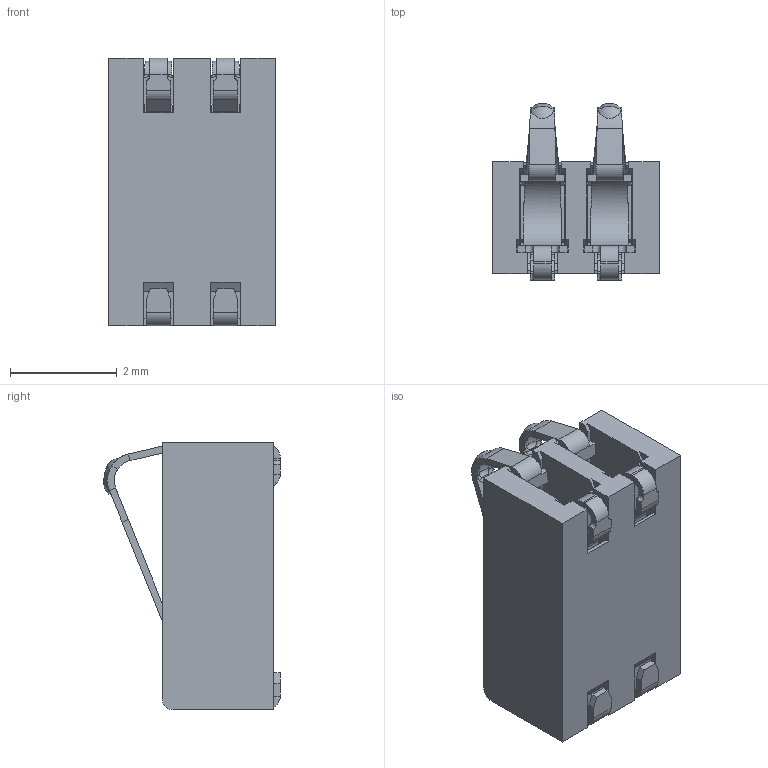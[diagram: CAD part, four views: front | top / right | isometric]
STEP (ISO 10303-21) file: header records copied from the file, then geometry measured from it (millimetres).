
FILE_DESCRIPTION((''),'2;1');
FILE_NAME('70ABJ-2-M0','2021-11-30T09:46:36',('RICKB'),('Bourns, Inc.'),'CREO PARAMETRIC BY PTC INC, 2018050','CREO PARAMETRIC BY PTC INC, 2018050','');
FILE_SCHEMA(('AUTOMOTIVE_DESIGN { 1 0 10303 214 1 1 1 1 }'));
Length unit declared in the file: inch
Products named in the file (1): 70ABJ-2-M0
Bounding box: 3.12 x 3.31 x 5 mm (x, y, z)
Volume: 21.5 mm3; surface area: 145.5 mm2
Topology: 1 solids, 1 shells, 448 faces, 1212 edges, 732 vertices
Faces by surface type: plane 341, cylinder 59, bspline 36, torus 8, sphere 4
Entity records: 21002 total; most frequent: CARTESIAN_POINT 5796, ORIENTED_EDGE 2408, DIRECTION 2094, PRESENTATION_STYLE_ASSIGNMENT 1249, STYLED_ITEM 1205, CURVE_STYLE 1204, EDGE_CURVE 1204, VECTOR 974
